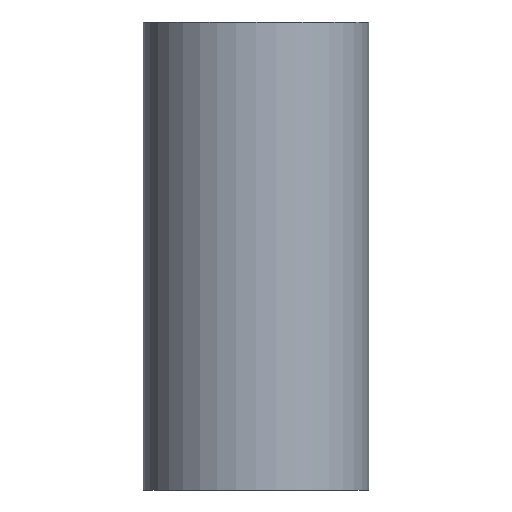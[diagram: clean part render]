
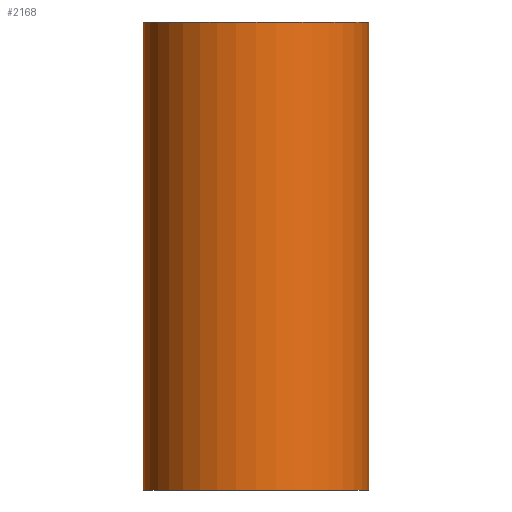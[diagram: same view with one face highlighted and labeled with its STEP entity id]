
A CAD part, left-side view. The second image highlights one B-rep face of the part: STEP entity #2168.
In plain terms, the highlighted cylindrical face has radius 14 mm (diameter 28 mm), a full revolution.
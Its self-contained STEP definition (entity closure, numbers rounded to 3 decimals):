
#80 = AXIS2_PLACEMENT_3D ( 'NONE', #374, #1850, #2148 ) ;
#285 = CIRCLE ( 'NONE', #1291, 14. ) ;
#344 = DIRECTION ( 'NONE',  ( 0., 0., 1. ) ) ;
#345 = CYLINDRICAL_SURFACE ( 'NONE', #80, 14. ) ;
#349 = FACE_OUTER_BOUND ( 'NONE', #3582, .T. ) ;
#358 = FACE_OUTER_BOUND ( 'NONE', #3311, .T. ) ;
#374 = CARTESIAN_POINT ( 'NONE',  ( 0., 0., 229.444 ) ) ;
#438 = CARTESIAN_POINT ( 'NONE',  ( 0., 0., 29. ) ) ;
#726 = CARTESIAN_POINT ( 'NONE',  ( 14., 0., -29. ) ) ;
#739 = CIRCLE ( 'NONE', #3622, 14. ) ;
#747 = DIRECTION ( 'NONE',  ( 1., 0., 0. ) ) ;
#1291 = AXIS2_PLACEMENT_3D ( 'NONE', #2112, #344, #2421 ) ;
#1850 = DIRECTION ( 'NONE',  ( 0., 0., 1. ) ) ;
#2112 = CARTESIAN_POINT ( 'NONE',  ( 0., 0., -29. ) ) ;
#2148 = DIRECTION ( 'NONE',  ( 1., 0., 0. ) ) ;
#2168 = ADVANCED_FACE ( 'NONE', ( #358, #349 ), #345, .T. ) ;
#2267 = ORIENTED_EDGE ( 'NONE', *, *, #2357, .T. ) ;
#2357 = EDGE_CURVE ( 'NONE', #3084, #3084, #285, .T. ) ;
#2421 = DIRECTION ( 'NONE',  ( 1., 0., 0. ) ) ;
#2513 = DIRECTION ( 'NONE',  ( 0., 0., 1. ) ) ;
#2988 = EDGE_CURVE ( 'NONE', #3002, #3002, #739, .T. ) ;
#3002 = VERTEX_POINT ( 'NONE', #3296 ) ;
#3017 = ORIENTED_EDGE ( 'NONE', *, *, #2988, .F. ) ;
#3084 = VERTEX_POINT ( 'NONE', #726 ) ;
#3296 = CARTESIAN_POINT ( 'NONE',  ( 14., 0., 29. ) ) ;
#3311 = EDGE_LOOP ( 'NONE', ( #3017 ) ) ;
#3582 = EDGE_LOOP ( 'NONE', ( #2267 ) ) ;
#3622 = AXIS2_PLACEMENT_3D ( 'NONE', #438, #2513, #747 ) ;
